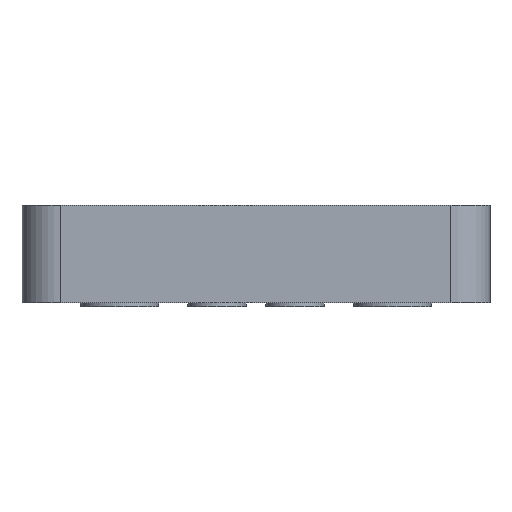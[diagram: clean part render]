
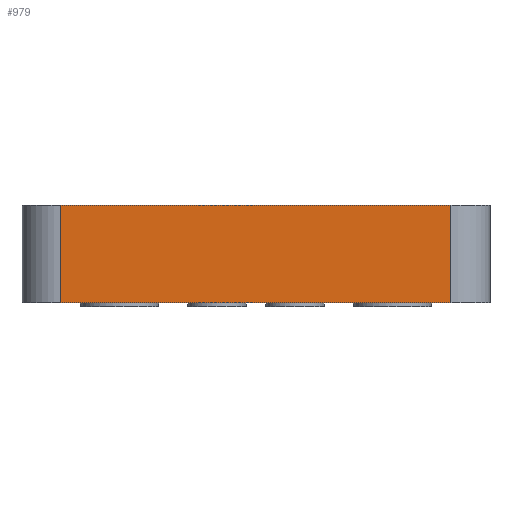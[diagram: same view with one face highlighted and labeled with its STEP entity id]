
A CAD part, front view. The second image highlights one B-rep face of the part: STEP entity #979.
In plain terms, the highlighted planar face has unit normal (0, -1, 0).
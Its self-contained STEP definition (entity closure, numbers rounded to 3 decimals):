
#46 = EDGE_CURVE ( 'NONE', #994, #1294, #956, .T. ) ;
#48 = CARTESIAN_POINT ( 'NONE',  ( 5., -7., 1.25 ) ) ;
#229 = EDGE_CURVE ( 'NONE', #1157, #1294, #1025, .T. ) ;
#285 = VERTEX_POINT ( 'NONE', #589 ) ;
#290 = ORIENTED_EDGE ( 'NONE', *, *, #547, .T. ) ;
#298 = PLANE ( 'NONE',  #1377 ) ;
#442 = VECTOR ( 'NONE', #1287, 1000. ) ;
#477 = ORIENTED_EDGE ( 'NONE', *, *, #46, .T. ) ;
#523 = CARTESIAN_POINT ( 'NONE',  ( -6., -7., 1.25 ) ) ;
#547 = EDGE_CURVE ( 'NONE', #1157, #285, #1195, .T. ) ;
#578 = ORIENTED_EDGE ( 'NONE', *, *, #229, .F. ) ;
#580 = EDGE_LOOP ( 'NONE', ( #1318, #477, #578, #290 ) ) ;
#589 = CARTESIAN_POINT ( 'NONE',  ( -5., -7., -1.25 ) ) ;
#611 = CARTESIAN_POINT ( 'NONE',  ( 5., -7., 1.25 ) ) ;
#729 = CARTESIAN_POINT ( 'NONE',  ( -6., -7., -1.25 ) ) ;
#735 = DIRECTION ( 'NONE',  ( 0., 0., 1. ) ) ;
#756 = VECTOR ( 'NONE', #782, 1000. ) ;
#782 = DIRECTION ( 'NONE',  ( 1., 0., 0. ) ) ;
#816 = EDGE_CURVE ( 'NONE', #285, #994, #1166, .T. ) ;
#861 = DIRECTION ( 'NONE',  ( 0., 1., 0. ) ) ;
#864 = CARTESIAN_POINT ( 'NONE',  ( -5., -7., 1.25 ) ) ;
#873 = CARTESIAN_POINT ( 'NONE',  ( -5., -7., 1.25 ) ) ;
#956 = LINE ( 'NONE', #611, #442 ) ;
#979 = ADVANCED_FACE ( 'NONE', ( #1295 ), #298, .F. ) ;
#987 = CARTESIAN_POINT ( 'NONE',  ( 5., -7., -1.25 ) ) ;
#994 = VERTEX_POINT ( 'NONE', #987 ) ;
#1025 = LINE ( 'NONE', #1371, #756 ) ;
#1095 = DIRECTION ( 'NONE',  ( 0., 0., -1. ) ) ;
#1140 = VECTOR ( 'NONE', #1095, 1000. ) ;
#1157 = VERTEX_POINT ( 'NONE', #873 ) ;
#1166 = LINE ( 'NONE', #729, #1330 ) ;
#1172 = DIRECTION ( 'NONE',  ( 1., 0., 0. ) ) ;
#1195 = LINE ( 'NONE', #864, #1140 ) ;
#1287 = DIRECTION ( 'NONE',  ( 0., 0., 1. ) ) ;
#1294 = VERTEX_POINT ( 'NONE', #48 ) ;
#1295 = FACE_OUTER_BOUND ( 'NONE', #580, .T. ) ;
#1318 = ORIENTED_EDGE ( 'NONE', *, *, #816, .T. ) ;
#1330 = VECTOR ( 'NONE', #1172, 1000. ) ;
#1371 = CARTESIAN_POINT ( 'NONE',  ( -6., -7., 1.25 ) ) ;
#1377 = AXIS2_PLACEMENT_3D ( 'NONE', #523, #861, #735 ) ;
